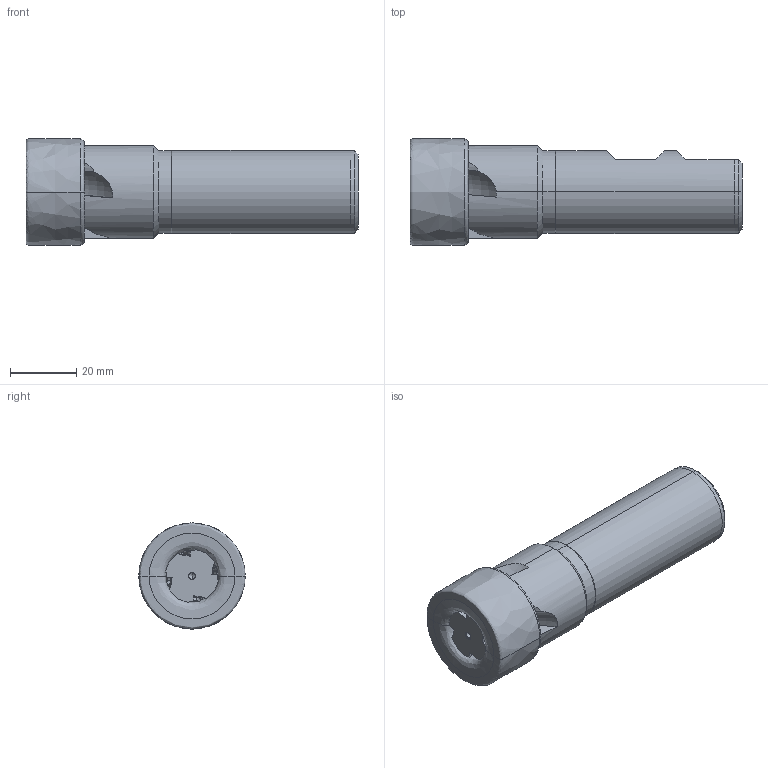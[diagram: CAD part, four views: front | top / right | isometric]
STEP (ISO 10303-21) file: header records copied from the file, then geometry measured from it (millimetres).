
FILE_DESCRIPTION (( 'STEP AP214' ), '1' );
FILE_NAME ('90PP-32-77-4.STEP', '2012-11-09T08:23:51', ( '' ), ( '' ), 'SwSTEP 2.0', 'SolidWorks 2012', '' );
FILE_SCHEMA (( 'AUTOMOTIVE_DESIGN' ));
Length unit declared in the file: millimetre
Products named in the file (1): 90PP-32-77-4
Bounding box: 100 x 32 x 32 mm (x, y, z)
Volume: 50917 mm3; surface area: 13355.8 mm2
Topology: 1 solids, 1 shells, 139 faces, 406 edges, 260 vertices
Faces by surface type: cylinder 59, plane 52, cone 20, bspline 4, torus 4
Entity records: 5854 total; most frequent: CARTESIAN_POINT 2426, ORIENTED_EDGE 804, DIRECTION 578, EDGE_CURVE 402, VERTEX_POINT 260, AXIS2_PLACEMENT_3D 212, LINE 154, VECTOR 154
